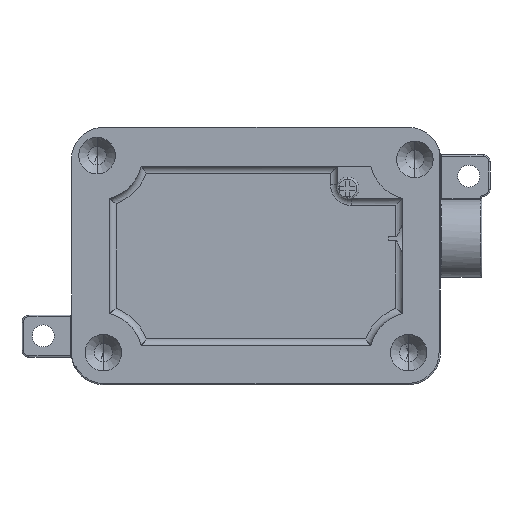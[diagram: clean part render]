
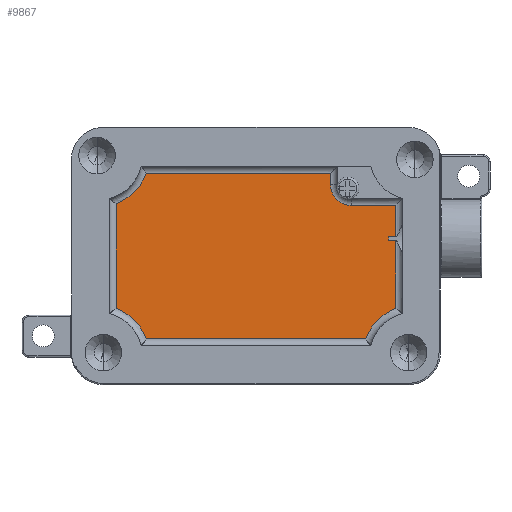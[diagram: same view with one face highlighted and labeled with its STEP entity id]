
A CAD part, front view. The second image highlights one B-rep face of the part: STEP entity #9867.
In plain terms, the highlighted planar face has unit normal (0, -1, 0).
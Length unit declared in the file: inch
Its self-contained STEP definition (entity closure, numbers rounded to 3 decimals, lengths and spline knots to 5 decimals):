
#35 = VERTEX_POINT ( 'NONE', #1250 ) ;
#391 = ORIENTED_EDGE ( 'NONE', *, *, #15125, .T. ) ;
#469 = EDGE_CURVE ( 'NONE', #8473, #2345, #11169, .T. ) ;
#498 = CARTESIAN_POINT ( 'NONE',  ( 1.085, 1.635, 1.305 ) ) ;
#671 = DIRECTION ( 'NONE',  ( 0., 1., 0. ) ) ;
#839 = LINE ( 'NONE', #1155, #10246 ) ;
#905 = DIRECTION ( 'NONE',  ( 0., 1., 0. ) ) ;
#956 = CARTESIAN_POINT ( 'NONE',  ( 1.385, 1.635, 0.73631 ) ) ;
#964 = AXIS2_PLACEMENT_3D ( 'NONE', #1061, #9630, #2309 ) ;
#1058 = CARTESIAN_POINT ( 'NONE',  ( 1.385, 1.635, 1.03631 ) ) ;
#1061 = CARTESIAN_POINT ( 'NONE',  ( -2.28639, 1.635, -1.45111 ) ) ;
#1107 = CARTESIAN_POINT ( 'NONE',  ( -2.035, 1.635, 0.76239 ) ) ;
#1126 = CARTESIAN_POINT ( 'NONE',  ( -2.28639, 1.635, 1.45111 ) ) ;
#1152 = CARTESIAN_POINT ( 'NONE',  ( 2.035, 1.635, 0.83631 ) ) ;
#1155 = CARTESIAN_POINT ( 'NONE',  ( 1.93297, 1.635, 0.2819 ) ) ;
#1194 = VERTEX_POINT ( 'NONE', #12480 ) ;
#1250 = CARTESIAN_POINT ( 'NONE',  ( 1.085, 1.635, 1.03631 ) ) ;
#1306 = CARTESIAN_POINT ( 'NONE',  ( -1.67031, 1.635, 1.205 ) ) ;
#1347 = VERTEX_POINT ( 'NONE', #15443 ) ;
#1688 = VECTOR ( 'NONE', #11888, 39.37008 ) ;
#2149 = VERTEX_POINT ( 'NONE', #7952 ) ;
#2281 = LINE ( 'NONE', #3953, #8410 ) ;
#2305 = DIRECTION ( 'NONE',  ( 0., 0., 1. ) ) ;
#2309 = DIRECTION ( 'NONE',  ( 0., 0., 1. ) ) ;
#2345 = VERTEX_POINT ( 'NONE', #7435 ) ;
#2402 = DIRECTION ( 'NONE',  ( 1., 0., 0. ) ) ;
#2590 = ORIENTED_EDGE ( 'NONE', *, *, #12528, .T. ) ;
#2830 = VECTOR ( 'NONE', #4169, 39.37008 ) ;
#2901 = VERTEX_POINT ( 'NONE', #8997 ) ;
#2984 = VECTOR ( 'NONE', #6449, 39.37008 ) ;
#3016 = VECTOR ( 'NONE', #15092, 39.37008 ) ;
#3356 = ORIENTED_EDGE ( 'NONE', *, *, #469, .T. ) ;
#3459 = EDGE_CURVE ( 'NONE', #13879, #1194, #8511, .T. ) ;
#3953 = CARTESIAN_POINT ( 'NONE',  ( 2.035, 1.635, 0.22536 ) ) ;
#4099 = ORIENTED_EDGE ( 'NONE', *, *, #12983, .T. ) ;
#4169 = DIRECTION ( 'NONE',  ( 0., 0., 1. ) ) ;
#4449 = VERTEX_POINT ( 'NONE', #9196 ) ;
#4817 = DIRECTION ( 'NONE',  ( 0., 0., 1. ) ) ;
#4842 = EDGE_CURVE ( 'NONE', #35, #8473, #9351, .T. ) ;
#4848 = DIRECTION ( 'NONE',  ( 0., 0., 1. ) ) ;
#4974 = VERTEX_POINT ( 'NONE', #10831 ) ;
#4979 = EDGE_CURVE ( 'NONE', #2149, #8666, #7791, .T. ) ;
#5020 = CARTESIAN_POINT ( 'NONE',  ( 1.93297, 1.635, 1.45111 ) ) ;
#5078 = DIRECTION ( 'NONE',  ( 0., 0., -1. ) ) ;
#5202 = EDGE_CURVE ( 'NONE', #4449, #8863, #6253, .T. ) ;
#5490 = CARTESIAN_POINT ( 'NONE',  ( 1.59577, 1.635, -1.205 ) ) ;
#5720 = ORIENTED_EDGE ( 'NONE', *, *, #15497, .T. ) ;
#5746 = AXIS2_PLACEMENT_3D ( 'NONE', #1058, #9626, #2305 ) ;
#6113 = ORIENTED_EDGE ( 'NONE', *, *, #12762, .T. ) ;
#6136 = CARTESIAN_POINT ( 'NONE',  ( 1.93297, 1.635, 0.2819 ) ) ;
#6218 = LINE ( 'NONE', #10128, #2984 ) ;
#6253 = LINE ( 'NONE', #11410, #3016 ) ;
#6449 = DIRECTION ( 'NONE',  ( 1., 0., 0. ) ) ;
#6884 = AXIS2_PLACEMENT_3D ( 'NONE', #7998, #671, #9242 ) ;
#6997 = DIRECTION ( 'NONE',  ( -1., 0., 0. ) ) ;
#7098 = EDGE_CURVE ( 'NONE', #1347, #2901, #11040, .T. ) ;
#7435 = CARTESIAN_POINT ( 'NONE',  ( -1.59577, 1.635, 1.205 ) ) ;
#7667 = CARTESIAN_POINT ( 'NONE',  ( 1.085, 1.635, 1.205 ) ) ;
#7717 = CIRCLE ( 'NONE', #9008, 0.73316 ) ;
#7791 = CIRCLE ( 'NONE', #964, 0.73316 ) ;
#7952 = CARTESIAN_POINT ( 'NONE',  ( -2.035, 1.635, -0.76239 ) ) ;
#7998 = CARTESIAN_POINT ( 'NONE',  ( 2.28639, 1.635, -1.45111 ) ) ;
#8002 = CARTESIAN_POINT ( 'NONE',  ( -1.59577, 1.635, -1.205 ) ) ;
#8223 = CARTESIAN_POINT ( 'NONE',  ( -2.28639, 1.635, 1.45111 ) ) ;
#8271 = EDGE_CURVE ( 'NONE', #12709, #4974, #839, .T. ) ;
#8410 = VECTOR ( 'NONE', #11310, 39.37008 ) ;
#8473 = VERTEX_POINT ( 'NONE', #7667 ) ;
#8511 = CIRCLE ( 'NONE', #6884, 0.73316 ) ;
#8648 = DIRECTION ( 'NONE',  ( -1., 0., 0. ) ) ;
#8666 = VERTEX_POINT ( 'NONE', #8002 ) ;
#8863 = VERTEX_POINT ( 'NONE', #13286 ) ;
#8877 = EDGE_CURVE ( 'NONE', #2345, #10395, #7717, .T. ) ;
#8906 = LINE ( 'NONE', #1152, #15098 ) ;
#8969 = VECTOR ( 'NONE', #8648, 39.37008 ) ;
#8997 = CARTESIAN_POINT ( 'NONE',  ( 1.385, 1.635, 0.73631 ) ) ;
#9008 = AXIS2_PLACEMENT_3D ( 'NONE', #8223, #905, #9484 ) ;
#9196 = CARTESIAN_POINT ( 'NONE',  ( 2.035, 1.635, 0.22536 ) ) ;
#9242 = DIRECTION ( 'NONE',  ( 0., 0., 1. ) ) ;
#9351 = LINE ( 'NONE', #498, #2830 ) ;
#9484 = DIRECTION ( 'NONE',  ( 0., 0., 1. ) ) ;
#9626 = DIRECTION ( 'NONE',  ( 0., 1., 0. ) ) ;
#9630 = DIRECTION ( 'NONE',  ( 0., 1., 0. ) ) ;
#9867 = ADVANCED_FACE ( 'NONE', ( #13869 ), #10950, .F. ) ;
#9936 = ORIENTED_EDGE ( 'NONE', *, *, #8877, .T. ) ;
#9949 = AXIS2_PLACEMENT_3D ( 'NONE', #1126, #12201, #4817 ) ;
#10128 = CARTESIAN_POINT ( 'NONE',  ( 1.67031, 1.635, -1.205 ) ) ;
#10246 = VECTOR ( 'NONE', #2402, 39.37008 ) ;
#10395 = VERTEX_POINT ( 'NONE', #1107 ) ;
#10611 = CARTESIAN_POINT ( 'NONE',  ( -2.035, 1.635, -0.83631 ) ) ;
#10831 = CARTESIAN_POINT ( 'NONE',  ( 2.035, 1.635, 0.2819 ) ) ;
#10950 = PLANE ( 'NONE',  #9949 ) ;
#11040 = LINE ( 'NONE', #956, #13158 ) ;
#11169 = LINE ( 'NONE', #1306, #8969 ) ;
#11287 = ORIENTED_EDGE ( 'NONE', *, *, #4979, .T. ) ;
#11310 = DIRECTION ( 'NONE',  ( 0., 0., 1. ) ) ;
#11410 = CARTESIAN_POINT ( 'NONE',  ( 1.93297, 1.635, 0.22536 ) ) ;
#11491 = LINE ( 'NONE', #10611, #1688 ) ;
#11709 = EDGE_LOOP ( 'NONE', ( #13350, #5720, #12171, #4099, #14644, #3356, #9936, #2590, #11287, #391, #13749, #6113, #13690, #11775 ) ) ;
#11775 = ORIENTED_EDGE ( 'NONE', *, *, #14531, .F. ) ;
#11888 = DIRECTION ( 'NONE',  ( 0., 0., -1. ) ) ;
#12046 = VECTOR ( 'NONE', #5078, 39.37008 ) ;
#12171 = ORIENTED_EDGE ( 'NONE', *, *, #7098, .T. ) ;
#12201 = DIRECTION ( 'NONE',  ( 0., 1., 0. ) ) ;
#12427 = LINE ( 'NONE', #5020, #12046 ) ;
#12480 = CARTESIAN_POINT ( 'NONE',  ( 2.035, 1.635, -0.76239 ) ) ;
#12528 = EDGE_CURVE ( 'NONE', #10395, #2149, #11491, .T. ) ;
#12709 = VERTEX_POINT ( 'NONE', #6136 ) ;
#12762 = EDGE_CURVE ( 'NONE', #1194, #4449, #2281, .T. ) ;
#12983 = EDGE_CURVE ( 'NONE', #2901, #35, #13422, .T. ) ;
#13158 = VECTOR ( 'NONE', #6997, 39.37008 ) ;
#13286 = CARTESIAN_POINT ( 'NONE',  ( 1.93297, 1.635, 0.22536 ) ) ;
#13350 = ORIENTED_EDGE ( 'NONE', *, *, #8271, .T. ) ;
#13422 = CIRCLE ( 'NONE', #5746, 0.3 ) ;
#13690 = ORIENTED_EDGE ( 'NONE', *, *, #5202, .T. ) ;
#13749 = ORIENTED_EDGE ( 'NONE', *, *, #3459, .T. ) ;
#13869 = FACE_OUTER_BOUND ( 'NONE', #11709, .T. ) ;
#13879 = VERTEX_POINT ( 'NONE', #5490 ) ;
#14531 = EDGE_CURVE ( 'NONE', #12709, #8863, #12427, .T. ) ;
#14644 = ORIENTED_EDGE ( 'NONE', *, *, #4842, .T. ) ;
#15092 = DIRECTION ( 'NONE',  ( -1., 0., 0. ) ) ;
#15098 = VECTOR ( 'NONE', #4848, 39.37008 ) ;
#15125 = EDGE_CURVE ( 'NONE', #8666, #13879, #6218, .T. ) ;
#15443 = CARTESIAN_POINT ( 'NONE',  ( 2.035, 1.635, 0.73631 ) ) ;
#15497 = EDGE_CURVE ( 'NONE', #4974, #1347, #8906, .T. ) ;
